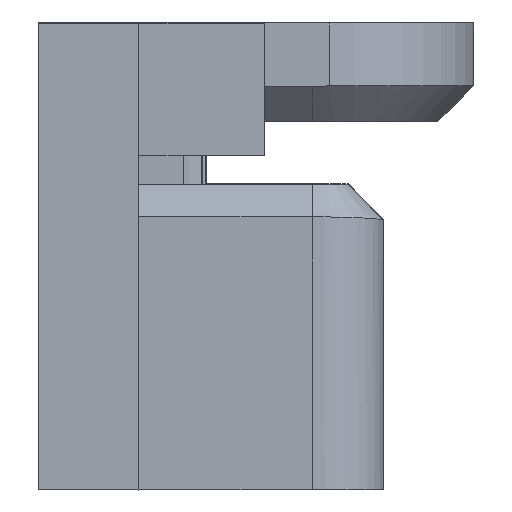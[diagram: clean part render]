
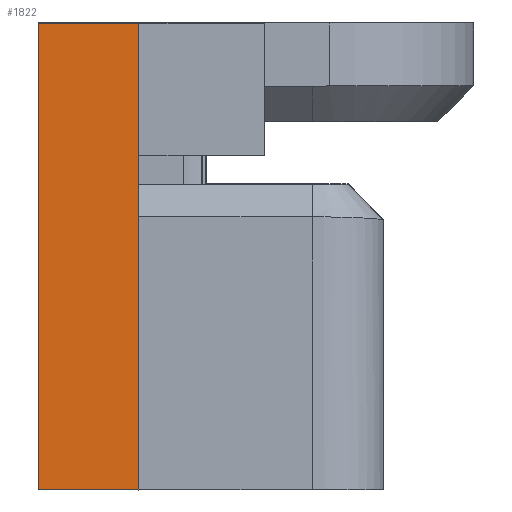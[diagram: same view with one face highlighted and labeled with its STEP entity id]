
A CAD part, front view. The second image highlights one B-rep face of the part: STEP entity #1822.
In plain terms, the highlighted planar face has unit normal (0, -1, 0).
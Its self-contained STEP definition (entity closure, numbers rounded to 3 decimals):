
#151=LINE('',#3017,#338);
#168=LINE('',#3056,#355);
#225=LINE('',#3507,#412);
#243=LINE('',#3540,#430);
#338=VECTOR('',#2239,13.);
#355=VECTOR('',#2268,2.8);
#412=VECTOR('',#2439,13.);
#430=VECTOR('',#2485,2.8);
#544=FACE_OUTER_BOUND('',#646,.T.);
#646=EDGE_LOOP('',(#1671,#1672,#1673,#1674));
#794=VERTEX_POINT('',#3014);
#795=VERTEX_POINT('',#3016);
#811=VERTEX_POINT('',#3054);
#878=VERTEX_POINT('',#3506);
#1012=EDGE_CURVE('',#794,#795,#151,.T.);
#1032=EDGE_CURVE('',#794,#811,#168,.T.);
#1125=EDGE_CURVE('',#811,#878,#225,.T.);
#1144=EDGE_CURVE('',#878,#795,#243,.T.);
#1671=ORIENTED_EDGE('',*,*,#1012,.F.);
#1672=ORIENTED_EDGE('',*,*,#1032,.T.);
#1673=ORIENTED_EDGE('',*,*,#1125,.T.);
#1674=ORIENTED_EDGE('',*,*,#1144,.T.);
#1730=PLANE('',#1990);
#1822=ADVANCED_FACE('',(#544),#1730,.T.);
#1990=AXIS2_PLACEMENT_3D('',#3541,#2486,#2487);
#2239=DIRECTION('',(0.,0.,1.));
#2268=DIRECTION('',(1.,0.,0.));
#2439=DIRECTION('',(0.,0.,1.));
#2485=DIRECTION('',(-1.,0.,0.));
#2486=DIRECTION('center_axis',(0.,-1.,0.));
#2487=DIRECTION('ref_axis',(0.,0.,-1.));
#3014=CARTESIAN_POINT('',(-100.,-40.138,-150.039));
#3016=CARTESIAN_POINT('',(-100.,-40.143,-137.039));
#3017=CARTESIAN_POINT('',(-100.,-40.138,-150.039));
#3054=CARTESIAN_POINT('',(-97.2,-40.138,-150.039));
#3056=CARTESIAN_POINT('',(-100.,-40.138,-150.039));
#3506=CARTESIAN_POINT('',(-97.2,-40.143,-137.039));
#3507=CARTESIAN_POINT('',(-97.2,-40.138,-150.039));
#3540=CARTESIAN_POINT('',(-97.2,-40.143,-137.039));
#3541=CARTESIAN_POINT('Origin',(-97.875,-40.14,-143.008));
